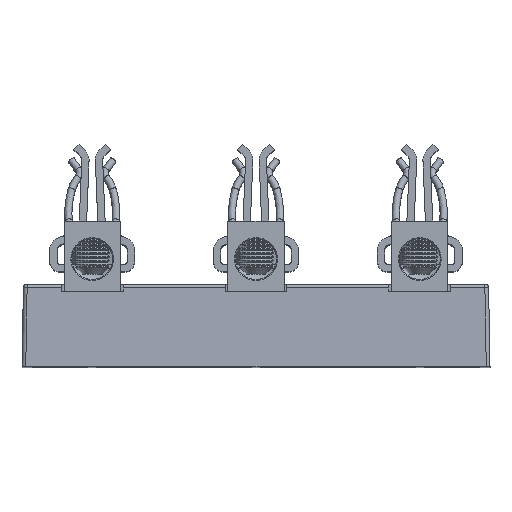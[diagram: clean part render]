
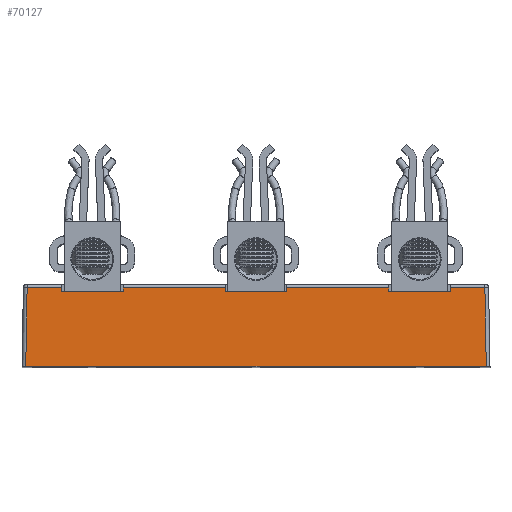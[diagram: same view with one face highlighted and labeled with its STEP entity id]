
A CAD part, top view. The second image highlights one B-rep face of the part: STEP entity #70127.
In plain terms, the highlighted planar face has unit normal (0, 0.018, 1).
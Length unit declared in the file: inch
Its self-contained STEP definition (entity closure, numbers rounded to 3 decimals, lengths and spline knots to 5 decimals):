
#472 = DIRECTION ( 'NONE',  ( 0., 1., -0.017 ) ) ;
#738 = CARTESIAN_POINT ( 'NONE',  ( 2.44466, 0.8793, 3.48465 ) ) ;
#866 = DIRECTION ( 'NONE',  ( -0.017, 1., -0.017 ) ) ;
#1257 = VERTEX_POINT ( 'NONE', #69712 ) ;
#1728 = CARTESIAN_POINT ( 'NONE',  ( -1.42, 0.8, 3.48604 ) ) ;
#2059 = CARTESIAN_POINT ( 'NONE',  ( -2.08, 0.8, 3.48604 ) ) ;
#2960 = CARTESIAN_POINT ( 'NONE',  ( 1.42, 0.8, 3.48604 ) ) ;
#3033 = EDGE_CURVE ( 'NONE', #9693, #100965, #30282, .T. ) ;
#3494 = CARTESIAN_POINT ( 'NONE',  ( 1.42, 0.8, 3.48604 ) ) ;
#3563 = EDGE_CURVE ( 'NONE', #23748, #11834, #61084, .T. ) ;
#4468 = ORIENTED_EDGE ( 'NONE', *, *, #32862, .F. ) ;
#4868 = EDGE_CURVE ( 'NONE', #86188, #20265, #68339, .T. ) ;
#6473 = VECTOR ( 'NONE', #27017, 39.37008 ) ;
#9180 = ORIENTED_EDGE ( 'NONE', *, *, #70316, .T. ) ;
#9693 = VERTEX_POINT ( 'NONE', #3494 ) ;
#10031 = LINE ( 'NONE', #2059, #102148 ) ;
#11230 = CARTESIAN_POINT ( 'NONE',  ( 1.42, 0.8407, 3.48533 ) ) ;
#11834 = VERTEX_POINT ( 'NONE', #79527 ) ;
#13157 = DIRECTION ( 'NONE',  ( -0.017, -1., 0.017 ) ) ;
#13727 = LINE ( 'NONE', #58373, #14277 ) ;
#14277 = VECTOR ( 'NONE', #97788, 39.37008 ) ;
#16079 = CARTESIAN_POINT ( 'NONE',  ( 1.42, 0., 3.5 ) ) ;
#16960 = LINE ( 'NONE', #66126, #89963 ) ;
#17472 = VERTEX_POINT ( 'NONE', #51837 ) ;
#18657 = EDGE_CURVE ( 'NONE', #20265, #43947, #34828, .T. ) ;
#18689 = DIRECTION ( 'NONE',  ( -1., 0., 0. ) ) ;
#18852 = DIRECTION ( 'NONE',  ( -1., 0., 0. ) ) ;
#19143 = CARTESIAN_POINT ( 'NONE',  ( 2.5, 0.8407, 3.48533 ) ) ;
#19236 = CARTESIAN_POINT ( 'NONE',  ( 2.5, 0.8407, 3.48533 ) ) ;
#19526 = CARTESIAN_POINT ( 'NONE',  ( -0.33, 0., 3.5 ) ) ;
#19613 = ORIENTED_EDGE ( 'NONE', *, *, #90185, .T. ) ;
#20265 = VERTEX_POINT ( 'NONE', #86917 ) ;
#20833 = VERTEX_POINT ( 'NONE', #92615 ) ;
#20965 = CARTESIAN_POINT ( 'NONE',  ( 2.08, 0.8, 3.48604 ) ) ;
#21147 = DIRECTION ( 'NONE',  ( 1., 0., 0. ) ) ;
#21740 = VERTEX_POINT ( 'NONE', #34792 ) ;
#21831 = ORIENTED_EDGE ( 'NONE', *, *, #81260, .T. ) ;
#23748 = VERTEX_POINT ( 'NONE', #57005 ) ;
#27017 = DIRECTION ( 'NONE',  ( -1., 0., 0. ) ) ;
#27314 = LINE ( 'NONE', #19526, #69373 ) ;
#27721 = ORIENTED_EDGE ( 'NONE', *, *, #3033, .F. ) ;
#28606 = CARTESIAN_POINT ( 'NONE',  ( 2.46001, 0., 3.5 ) ) ;
#30282 = LINE ( 'NONE', #2960, #32018 ) ;
#30702 = AXIS2_PLACEMENT_3D ( 'NONE', #39330, #94684, #47334 ) ;
#32018 = VECTOR ( 'NONE', #71047, 39.37008 ) ;
#32072 = ORIENTED_EDGE ( 'NONE', *, *, #65094, .T. ) ;
#32708 = ORIENTED_EDGE ( 'NONE', *, *, #92423, .F. ) ;
#32862 = EDGE_CURVE ( 'NONE', #86188, #20833, #16960, .T. ) ;
#34206 = CARTESIAN_POINT ( 'NONE',  ( 2.08, 0.79976, 3.48604 ) ) ;
#34554 = CARTESIAN_POINT ( 'NONE',  ( -2.08, 0.8407, 3.48533 ) ) ;
#34792 = CARTESIAN_POINT ( 'NONE',  ( -2.08, 0.8, 3.48604 ) ) ;
#34828 = LINE ( 'NONE', #82196, #55818 ) ;
#36330 = LINE ( 'NONE', #76487, #85816 ) ;
#38729 = VECTOR ( 'NONE', #90308, 39.37008 ) ;
#39330 = CARTESIAN_POINT ( 'NONE',  ( 2.5, 0., 3.5 ) ) ;
#40423 = LINE ( 'NONE', #82412, #38729 ) ;
#41531 = ORIENTED_EDGE ( 'NONE', *, *, #44444, .F. ) ;
#41698 = ORIENTED_EDGE ( 'NONE', *, *, #4868, .T. ) ;
#43947 = VERTEX_POINT ( 'NONE', #82023 ) ;
#44029 = LINE ( 'NONE', #16079, #44451 ) ;
#44444 = EDGE_CURVE ( 'NONE', #21740, #88235, #10031, .T. ) ;
#44451 = VECTOR ( 'NONE', #63333, 39.37008 ) ;
#45627 = EDGE_LOOP ( 'NONE', ( #4468, #41698, #65419, #57128, #27721, #32072, #19613, #83628, #82305, #100502, #52413, #32708, #41531, #9180, #83473, #21831 ) ) ;
#45728 = EDGE_CURVE ( 'NONE', #100965, #43947, #83264, .T. ) ;
#47334 = DIRECTION ( 'NONE',  ( 0., -1., 0.017 ) ) ;
#51837 = CARTESIAN_POINT ( 'NONE',  ( 0.33, 0.8407, 3.48533 ) ) ;
#52413 = ORIENTED_EDGE ( 'NONE', *, *, #3563, .T. ) ;
#54617 = VERTEX_POINT ( 'NONE', #74661 ) ;
#54955 = PLANE ( 'NONE',  #30702 ) ;
#55818 = VECTOR ( 'NONE', #82082, 39.37008 ) ;
#57005 = CARTESIAN_POINT ( 'NONE',  ( -0.33, 0.8407, 3.48533 ) ) ;
#57128 = ORIENTED_EDGE ( 'NONE', *, *, #45728, .F. ) ;
#58373 = CARTESIAN_POINT ( 'NONE',  ( -2.08, 0., 3.5 ) ) ;
#59839 = VECTOR ( 'NONE', #18689, 39.37008 ) ;
#60395 = CARTESIAN_POINT ( 'NONE',  ( -2.4585, 0.08652, 3.49849 ) ) ;
#60920 = CARTESIAN_POINT ( 'NONE',  ( 0.33, 0.8, 3.48604 ) ) ;
#61084 = LINE ( 'NONE', #19236, #59839 ) ;
#62713 = VERTEX_POINT ( 'NONE', #34554 ) ;
#63333 = DIRECTION ( 'NONE',  ( 0., 1., -0.017 ) ) ;
#63616 = CARTESIAN_POINT ( 'NONE',  ( -1.42, 0.79976, 3.48604 ) ) ;
#65094 = EDGE_CURVE ( 'NONE', #9693, #66715, #44029, .T. ) ;
#65419 = ORIENTED_EDGE ( 'NONE', *, *, #18657, .T. ) ;
#66126 = CARTESIAN_POINT ( 'NONE',  ( 2.5, 0., 3.5 ) ) ;
#66715 = VERTEX_POINT ( 'NONE', #11230 ) ;
#68339 = LINE ( 'NONE', #738, #73493 ) ;
#69373 = VECTOR ( 'NONE', #74465, 39.37008 ) ;
#69712 = CARTESIAN_POINT ( 'NONE',  ( -0.33, 0.8, 3.48604 ) ) ;
#70127 = ADVANCED_FACE ( 'NONE', ( #100642 ), #54955, .T. ) ;
#70316 = EDGE_CURVE ( 'NONE', #21740, #62713, #13727, .T. ) ;
#71047 = DIRECTION ( 'NONE',  ( 1., 0., 0. ) ) ;
#71204 = LINE ( 'NONE', #19143, #6473 ) ;
#73097 = EDGE_CURVE ( 'NONE', #74545, #17472, #40423, .T. ) ;
#73493 = VECTOR ( 'NONE', #866, 39.37008 ) ;
#74465 = DIRECTION ( 'NONE',  ( 0., 1., -0.017 ) ) ;
#74545 = VERTEX_POINT ( 'NONE', #60920 ) ;
#74661 = CARTESIAN_POINT ( 'NONE',  ( -2.44533, 0.8407, 3.48533 ) ) ;
#76487 = CARTESIAN_POINT ( 'NONE',  ( 2.5, 0.8, 3.48604 ) ) ;
#77743 = EDGE_CURVE ( 'NONE', #1257, #74545, #36330, .T. ) ;
#79200 = EDGE_CURVE ( 'NONE', #62713, #54617, #71204, .T. ) ;
#79527 = CARTESIAN_POINT ( 'NONE',  ( -1.42, 0.8407, 3.48533 ) ) ;
#80211 = LINE ( 'NONE', #60395, #81630 ) ;
#80879 = LINE ( 'NONE', #63616, #99391 ) ;
#81260 = EDGE_CURVE ( 'NONE', #54617, #20833, #80211, .T. ) ;
#81630 = VECTOR ( 'NONE', #13157, 39.37008 ) ;
#82023 = CARTESIAN_POINT ( 'NONE',  ( 2.08, 0.8407, 3.48533 ) ) ;
#82082 = DIRECTION ( 'NONE',  ( -1., 0., 0. ) ) ;
#82196 = CARTESIAN_POINT ( 'NONE',  ( 2.5, 0.8407, 3.48533 ) ) ;
#82305 = ORIENTED_EDGE ( 'NONE', *, *, #77743, .F. ) ;
#82412 = CARTESIAN_POINT ( 'NONE',  ( 0.33, 0.79976, 3.48604 ) ) ;
#83264 = LINE ( 'NONE', #34206, #83871 ) ;
#83473 = ORIENTED_EDGE ( 'NONE', *, *, #79200, .T. ) ;
#83628 = ORIENTED_EDGE ( 'NONE', *, *, #73097, .F. ) ;
#83871 = VECTOR ( 'NONE', #89225, 39.37008 ) ;
#85816 = VECTOR ( 'NONE', #21147, 39.37008 ) ;
#86188 = VERTEX_POINT ( 'NONE', #28606 ) ;
#86917 = CARTESIAN_POINT ( 'NONE',  ( 2.44533, 0.8407, 3.48533 ) ) ;
#88235 = VERTEX_POINT ( 'NONE', #1728 ) ;
#89225 = DIRECTION ( 'NONE',  ( 0., 1., -0.017 ) ) ;
#89469 = DIRECTION ( 'NONE',  ( 1., 0., 0. ) ) ;
#89963 = VECTOR ( 'NONE', #18852, 39.37008 ) ;
#90185 = EDGE_CURVE ( 'NONE', #66715, #17472, #93066, .T. ) ;
#90308 = DIRECTION ( 'NONE',  ( 0., 1., -0.017 ) ) ;
#90630 = VECTOR ( 'NONE', #98763, 39.37008 ) ;
#90771 = EDGE_CURVE ( 'NONE', #1257, #23748, #27314, .T. ) ;
#90840 = CARTESIAN_POINT ( 'NONE',  ( 2.5, 0.8407, 3.48533 ) ) ;
#92423 = EDGE_CURVE ( 'NONE', #88235, #11834, #80879, .T. ) ;
#92615 = CARTESIAN_POINT ( 'NONE',  ( -2.46001, 0., 3.5 ) ) ;
#93066 = LINE ( 'NONE', #90840, #90630 ) ;
#94684 = DIRECTION ( 'NONE',  ( 0., 0.017, 1. ) ) ;
#97788 = DIRECTION ( 'NONE',  ( 0., 1., -0.017 ) ) ;
#98763 = DIRECTION ( 'NONE',  ( -1., 0., 0. ) ) ;
#99391 = VECTOR ( 'NONE', #472, 39.37008 ) ;
#100502 = ORIENTED_EDGE ( 'NONE', *, *, #90771, .T. ) ;
#100642 = FACE_OUTER_BOUND ( 'NONE', #45627, .T. ) ;
#100965 = VERTEX_POINT ( 'NONE', #20965 ) ;
#102148 = VECTOR ( 'NONE', #89469, 39.37008 ) ;
